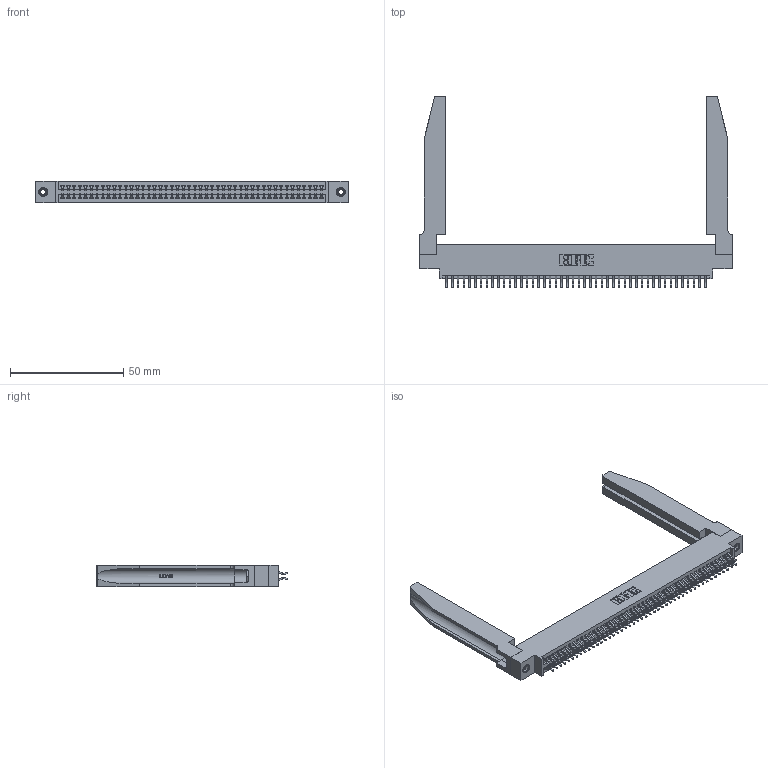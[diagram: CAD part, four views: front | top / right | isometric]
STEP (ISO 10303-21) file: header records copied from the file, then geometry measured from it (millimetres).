
FILE_DESCRIPTION (( 'STEP AP203' ), '1' );
FILE_NAME ('395-092-556-878.STEP', '2019-10-25T20:25:42', ( '' ), ( '' ), 'SwSTEP 2.0', 'SolidWorks 2016', '' );
FILE_SCHEMA (( 'CONFIG_CONTROL_DESIGN' ));
Length unit declared in the file: inch
Products named in the file (5): 345-292-001_556 Tail; 345-250-001_345-250-001-102; 345-220-078_345-220-078; 395-092-556-878; 345 Part_0.170 Offset - 0.156 Dia-TH
Assembly tree (97 placements, depth 2):
  395-092-556-878
    345 Part_0.170 Offset - 0.156 Dia-TH
    345-292-001_556 Tail  x92
    345-250-001_345-250-001-102  x2
    345-220-078_345-220-078  x2
Bounding box: 138.07 x 84.51 x 9.4 mm (x, y, z)
Volume: 21103.2 mm3; surface area: 26687 mm2
Topology: 97 solids, 97 shells, 5516 faces, 16325 edges, 10750 vertices
Faces by surface type: plane 3630, cylinder 1834, bspline 36, cone 12, torus 4
Entity records: 40646 total; most frequent: CARTESIAN_POINT 7743, ORIENTED_EDGE 6562, DIRECTION 5803, EDGE_CURVE 3281, VECTOR 2863, LINE 2863, VERTEX_POINT 2180, AXIS2_PLACEMENT_3D 1470
